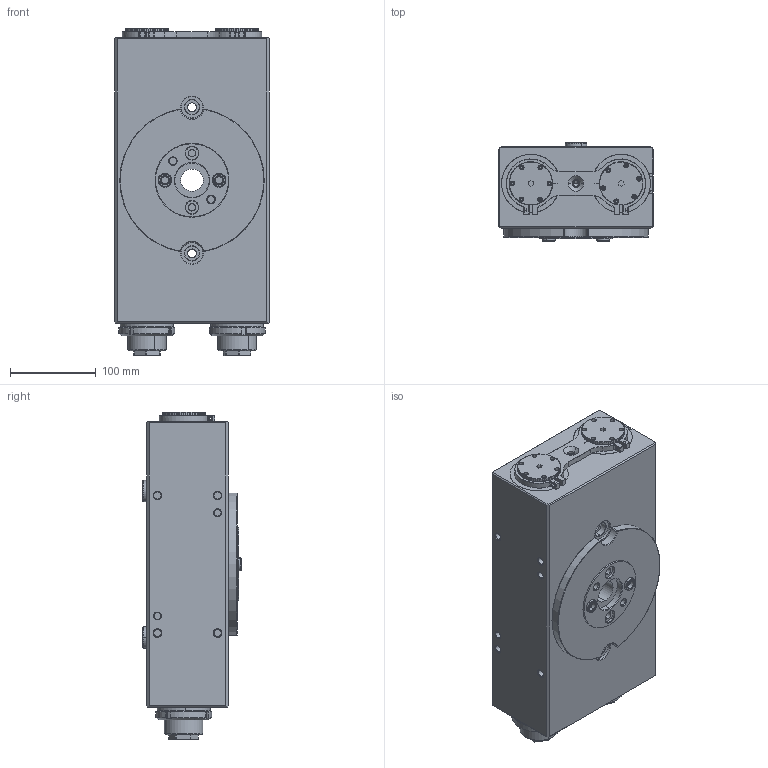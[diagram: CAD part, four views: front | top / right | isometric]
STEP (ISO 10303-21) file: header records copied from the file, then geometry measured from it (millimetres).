
FILE_DESCRIPTION (( 'STEP AP203' ), '1' );
FILE_NAME ('TP63-90.STEP', '2025-04-03T01:54:03', ( 'USER-' ), ( 'Microsoft' ), 'SwSTEP 2.0', 'SolidWorks 2018', '' );
FILE_SCHEMA (( 'CONFIG_CONTROL_DESIGN' ));
Length unit declared in the file: millimetre
Products named in the file (16): TP63-10 粣創揤遠; TP63-04 遣喳蟀諉极; TP63-08 癹弇縐嘀; ﾏ擎ﾗ15｡ﾁ10｡ﾁ6; TP63-02 喘謫粣; TP63-90; TP63-05 茞癹弇蟀諉极; TP63; M45遣喳ん蚚躇猾詩遠; TP63-07硬限位圈; 4540遣喳ん耀倰(啎數); TP63-06 茞癹弇裝; 棠羲換覜ん; TP63-01 褲极; ﾏ擎ﾗ25｡ﾁ20｡ﾁ8; GB╱T 9160.2-2017[锁紧螺母KMKM09]
Assembly tree (25 placements, depth 2):
  TP63-90
    4540遣喳ん耀倰(啎數)  x2
    TP63-02 喘謫粣
    TP63-10 粣創揤遠
    M45遣喳ん蚚躇猾詩遠  x2
    TP63-04 遣喳蟀諉极  x2
    TP63-05 茞癹弇蟀諉极  x2
    TP63-06 茞癹弇裝  x2
    TP63-07硬限位圈  x2
    TP63-08 癹弇縐嘀
    GB╱T 9160.2-2017[锁紧螺母KMKM09]  x2
    TP63-01 褲极
    TP63
    ﾏ擎ﾗ15｡ﾁ10｡ﾁ6  x2
    棠羲換覜ん  x2
    ﾏ擎ﾗ25｡ﾁ20｡ﾁ8  x2
Bounding box: 180 x 114.4 x 381.25 mm (x, y, z)
Volume: 4237197.9 mm3; surface area: 598916.8 mm2
Topology: 25 solids, 37 shells, 2418 faces, 6009 edges, 3736 vertices
Faces by surface type: plane 1177, cone 485, cylinder 475, bspline 265, torus 16
Entity records: 64633 total; most frequent: CARTESIAN_POINT 21666, ORIENTED_EDGE 8892, DIRECTION 7771, EDGE_CURVE 4446, VERTEX_POINT 2826, AXIS2_PLACEMENT_3D 2607, LINE 2557, VECTOR 2557
